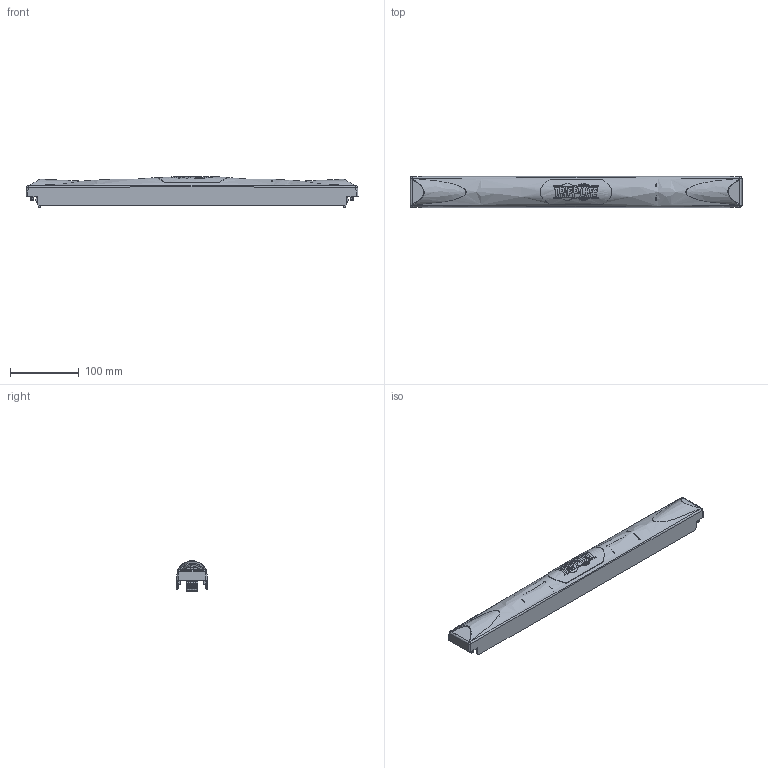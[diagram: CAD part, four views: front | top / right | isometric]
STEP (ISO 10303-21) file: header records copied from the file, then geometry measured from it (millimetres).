
FILE_DESCRIPTION (( 'STEP AP214' ), '1' );
FILE_NAME ('Tripp Lite SR1UPANEL.STEP', '2018-02-22T16:40:54', ( '' ), ( '' ), 'SwSTEP 2.0', 'SolidWorks 2015', '' );
FILE_SCHEMA (( 'AUTOMOTIVE_DESIGN' ));
Length unit declared in the file: inch
Products named in the file (3): 202270 REV_B 20140924_202270AX; Tripp Lite SR1UPANEL; 8307AE
Assembly tree (3 placements, depth 2):
  Tripp Lite SR1UPANEL
    202270 REV_B 20140924_202270AX
    8307AE  x2
Bounding box: 481.44 x 45.47 x 44.38 mm (x, y, z)
Volume: 87823.3 mm3; surface area: 119070.3 mm2
Topology: 3 solids, 3 shells, 556 faces, 1470 edges, 942 vertices
Faces by surface type: plane 310, bspline 149, cylinder 89, sphere 8
Entity records: 24234 total; most frequent: CARTESIAN_POINT 11970, ORIENTED_EDGE 2916, DIRECTION 1814, EDGE_CURVE 1458, VERTEX_POINT 934, VECTOR 716, LINE 716, EDGE_LOOP 576
